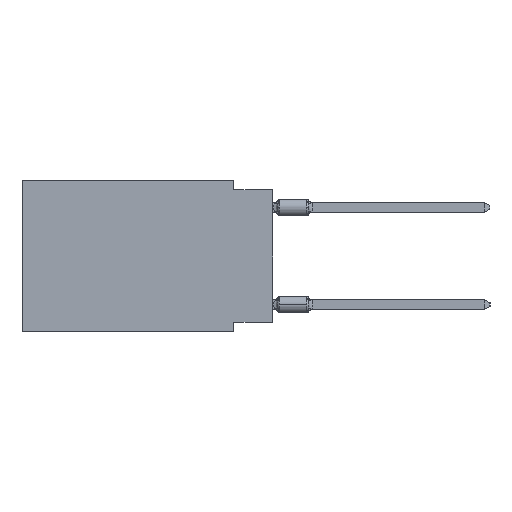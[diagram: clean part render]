
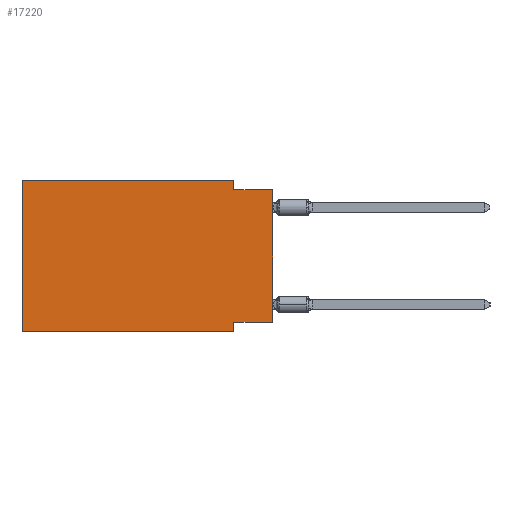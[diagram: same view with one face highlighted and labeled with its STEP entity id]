
A CAD part, left-side view. The second image highlights one B-rep face of the part: STEP entity #17220.
In plain terms, the highlighted planar face has unit normal (-1, 0, 0).
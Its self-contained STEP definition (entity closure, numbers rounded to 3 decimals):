
#1355 = CARTESIAN_POINT ( 'NONE',  ( 0., 2.54, -9.906 ) ) ;
#2654 = CARTESIAN_POINT ( 'NONE',  ( 0., 0., -9.271 ) ) ;
#2792 = CARTESIAN_POINT ( 'NONE',  ( 0., 2.54, 0. ) ) ;
#2925 = DIRECTION ( 'NONE',  ( 0., -1., 0. ) ) ;
#3111 = CARTESIAN_POINT ( 'NONE',  ( 0., 16.383, 0. ) ) ;
#4099 = DIRECTION ( 'NONE',  ( 0., 0., 1. ) ) ;
#4203 = VERTEX_POINT ( 'NONE', #2792 ) ;
#4247 = EDGE_LOOP ( 'NONE', ( #12481, #25703, #31212, #9568, #15824, #19158, #8234, #32115 ) ) ;
#4252 = LINE ( 'NONE', #27322, #25182 ) ;
#4643 = AXIS2_PLACEMENT_3D ( 'NONE', #25957, #10649, #5690 ) ;
#4784 = VERTEX_POINT ( 'NONE', #23504 ) ;
#4975 = EDGE_CURVE ( 'NONE', #8954, #11346, #18204, .T. ) ;
#5690 = DIRECTION ( 'NONE',  ( 0., 0., -1. ) ) ;
#6106 = CARTESIAN_POINT ( 'NONE',  ( 0., 16.383, -9.906 ) ) ;
#6782 = VECTOR ( 'NONE', #25600, 1000. ) ;
#7233 = CARTESIAN_POINT ( 'NONE',  ( 0., 2.54, 0. ) ) ;
#7645 = CARTESIAN_POINT ( 'NONE',  ( 0., 0., -9.271 ) ) ;
#7907 = EDGE_CURVE ( 'NONE', #8844, #19332, #21580, .T. ) ;
#8161 = FACE_OUTER_BOUND ( 'NONE', #4247, .T. ) ;
#8234 = ORIENTED_EDGE ( 'NONE', *, *, #8582, .F. ) ;
#8582 = EDGE_CURVE ( 'NONE', #22864, #30844, #23608, .T. ) ;
#8844 = VERTEX_POINT ( 'NONE', #2654 ) ;
#8954 = VERTEX_POINT ( 'NONE', #6106 ) ;
#9380 = LINE ( 'NONE', #7233, #32532 ) ;
#9543 = CARTESIAN_POINT ( 'NONE',  ( 0., 0., 0. ) ) ;
#9568 = ORIENTED_EDGE ( 'NONE', *, *, #28257, .F. ) ;
#10169 = VECTOR ( 'NONE', #11416, 1000. ) ;
#10334 = EDGE_CURVE ( 'NONE', #4203, #4784, #9380, .T. ) ;
#10649 = DIRECTION ( 'NONE',  ( 1., 0., 0. ) ) ;
#10839 = DIRECTION ( 'NONE',  ( 0., -1., 0. ) ) ;
#11346 = VERTEX_POINT ( 'NONE', #17922 ) ;
#11416 = DIRECTION ( 'NONE',  ( 0., 0., -1. ) ) ;
#12142 = CARTESIAN_POINT ( 'NONE',  ( 0., 2.54, -9.271 ) ) ;
#12481 = ORIENTED_EDGE ( 'NONE', *, *, #7907, .T. ) ;
#13434 = PLANE ( 'NONE',  #4643 ) ;
#14199 = EDGE_CURVE ( 'NONE', #4784, #19332, #4252, .T. ) ;
#14411 = EDGE_CURVE ( 'NONE', #8954, #30844, #30766, .T. ) ;
#15736 = CARTESIAN_POINT ( 'NONE',  ( 0., 16.383, 0. ) ) ;
#15824 = ORIENTED_EDGE ( 'NONE', *, *, #4975, .F. ) ;
#17220 = ADVANCED_FACE ( 'NONE', ( #8161 ), #13434, .F. ) ;
#17922 = CARTESIAN_POINT ( 'NONE',  ( 0., 16.383, 0. ) ) ;
#18204 = LINE ( 'NONE', #15736, #19782 ) ;
#18770 = EDGE_CURVE ( 'NONE', #8844, #22864, #27743, .T. ) ;
#19158 = ORIENTED_EDGE ( 'NONE', *, *, #14411, .T. ) ;
#19332 = VERTEX_POINT ( 'NONE', #24671 ) ;
#19782 = VECTOR ( 'NONE', #23303, 1000. ) ;
#21238 = CARTESIAN_POINT ( 'NONE',  ( 0., 2.54, -9.906 ) ) ;
#21580 = LINE ( 'NONE', #9543, #22573 ) ;
#22573 = VECTOR ( 'NONE', #4099, 1000. ) ;
#22849 = VECTOR ( 'NONE', #23200, 1000. ) ;
#22864 = VERTEX_POINT ( 'NONE', #12142 ) ;
#23200 = DIRECTION ( 'NONE',  ( 0., -1., 0. ) ) ;
#23303 = DIRECTION ( 'NONE',  ( 0., 0., 1. ) ) ;
#23504 = CARTESIAN_POINT ( 'NONE',  ( 0., 2.54, -0.635 ) ) ;
#23608 = LINE ( 'NONE', #1355, #10169 ) ;
#24671 = CARTESIAN_POINT ( 'NONE',  ( 0., 0., -0.635 ) ) ;
#25182 = VECTOR ( 'NONE', #2925, 1000. ) ;
#25600 = DIRECTION ( 'NONE',  ( 0., 1., 0. ) ) ;
#25703 = ORIENTED_EDGE ( 'NONE', *, *, #14199, .F. ) ;
#25957 = CARTESIAN_POINT ( 'NONE',  ( 0., 16.383, 0. ) ) ;
#26145 = CARTESIAN_POINT ( 'NONE',  ( 0., 16.383, -9.906 ) ) ;
#27322 = CARTESIAN_POINT ( 'NONE',  ( 0., 0., -0.635 ) ) ;
#27743 = LINE ( 'NONE', #7645, #6782 ) ;
#28257 = EDGE_CURVE ( 'NONE', #11346, #4203, #28957, .T. ) ;
#28957 = LINE ( 'NONE', #3111, #22849 ) ;
#29919 = VECTOR ( 'NONE', #10839, 1000. ) ;
#30766 = LINE ( 'NONE', #26145, #29919 ) ;
#30844 = VERTEX_POINT ( 'NONE', #21238 ) ;
#31212 = ORIENTED_EDGE ( 'NONE', *, *, #10334, .F. ) ;
#31786 = DIRECTION ( 'NONE',  ( 0., 0., -1. ) ) ;
#32115 = ORIENTED_EDGE ( 'NONE', *, *, #18770, .F. ) ;
#32532 = VECTOR ( 'NONE', #31786, 1000. ) ;
